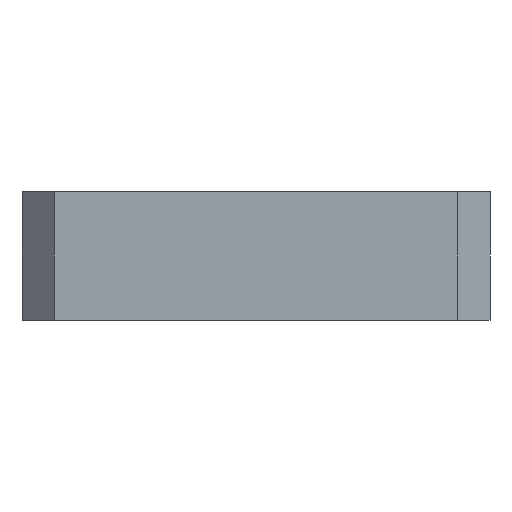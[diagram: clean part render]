
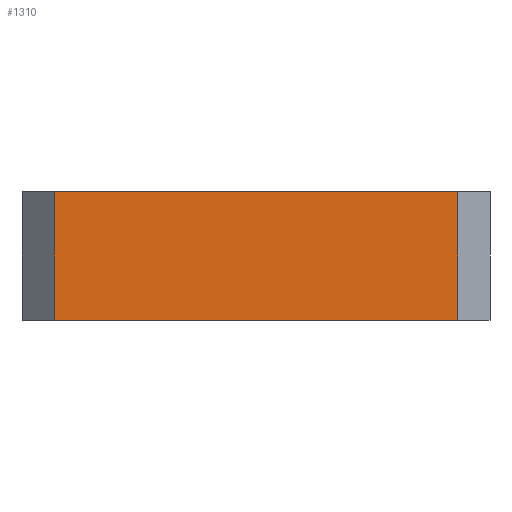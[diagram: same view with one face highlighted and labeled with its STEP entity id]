
A CAD part, front view. The second image highlights one B-rep face of the part: STEP entity #1310.
In plain terms, the highlighted planar face has unit normal (0, -1, 0).
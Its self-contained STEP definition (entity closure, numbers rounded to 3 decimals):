
#85=PLANE('',#1448);
#155=FACE_OUTER_BOUND('',#260,.T.);
#260=EDGE_LOOP('',(#1167,#1168,#1169,#1170));
#335=LINE('',#2010,#468);
#378=LINE('',#2118,#511);
#396=LINE('',#2165,#529);
#397=LINE('',#2167,#530);
#468=VECTOR('',#1633,10.);
#511=VECTOR('',#1720,10.);
#529=VECTOR('',#1780,10.);
#530=VECTOR('',#1783,10.);
#651=VERTEX_POINT('',#2007);
#652=VERTEX_POINT('',#2009);
#694=VERTEX_POINT('',#2115);
#695=VERTEX_POINT('',#2117);
#787=EDGE_CURVE('',#651,#652,#335,.T.);
#843=EDGE_CURVE('',#694,#695,#378,.T.);
#868=EDGE_CURVE('',#695,#651,#396,.T.);
#869=EDGE_CURVE('',#694,#652,#397,.T.);
#1167=ORIENTED_EDGE('',*,*,#843,.F.);
#1168=ORIENTED_EDGE('',*,*,#869,.T.);
#1169=ORIENTED_EDGE('',*,*,#787,.F.);
#1170=ORIENTED_EDGE('',*,*,#868,.F.);
#1310=ADVANCED_FACE('',(#155),#85,.F.);
#1448=AXIS2_PLACEMENT_3D('',#2171,#1788,#1789);
#1633=DIRECTION('',(-1.,0.,0.));
#1720=DIRECTION('',(1.,0.,0.));
#1780=DIRECTION('',(0.,0.,-1.));
#1783=DIRECTION('',(0.,0.,-1.));
#1788=DIRECTION('center_axis',(0.,1.,0.));
#1789=DIRECTION('ref_axis',(-1.,0.,0.));
#2007=CARTESIAN_POINT('',(27.472,-31.884,-10.));
#2009=CARTESIAN_POINT('',(-27.472,-31.884,-10.));
#2010=CARTESIAN_POINT('',(27.472,-31.884,-10.));
#2115=CARTESIAN_POINT('',(-27.472,-31.884,7.5));
#2117=CARTESIAN_POINT('',(27.472,-31.884,7.5));
#2118=CARTESIAN_POINT('',(3.149,-31.884,7.5));
#2165=CARTESIAN_POINT('',(27.472,-31.884,0.));
#2167=CARTESIAN_POINT('',(-27.472,-31.884,0.));
#2171=CARTESIAN_POINT('Origin',(6.298,-31.884,0.));
